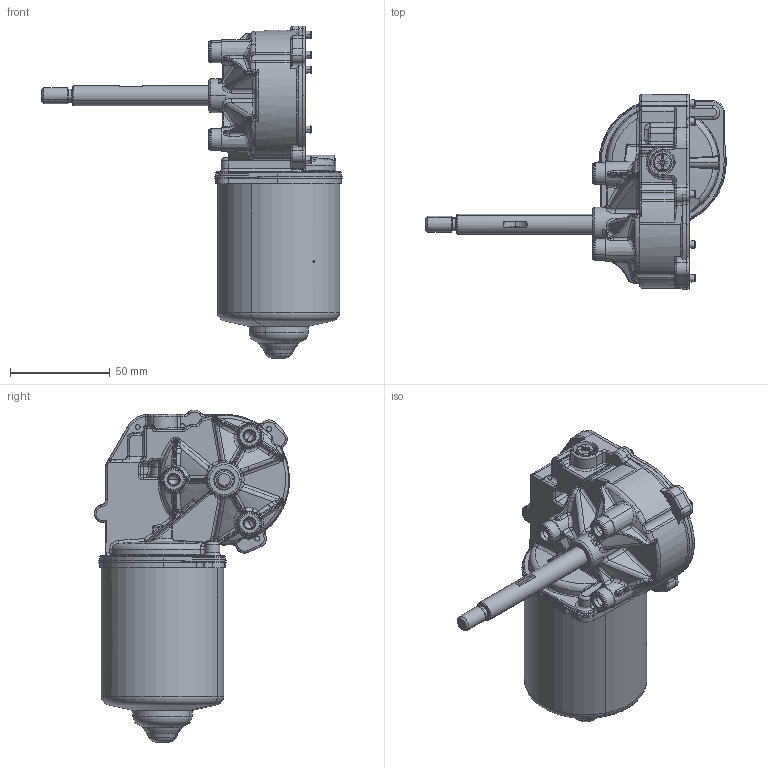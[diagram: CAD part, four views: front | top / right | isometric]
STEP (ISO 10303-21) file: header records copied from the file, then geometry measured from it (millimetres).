
FILE_DESCRIPTION(('CATIA V5 STEP Exchange'),'2;1');
FILE_NAME('404-868-99-99.stp','2009-03-17T15:00:12+00:00',('none'),('none'),'CATIA Version 5 Release 16 (IN-10)','CATIA V5 STEP AP214','none');
FILE_SCHEMA(('AUTOMOTIVE_DESIGN { 1 0 10303 214 1 1 1 1 }'));
Length unit declared in the file: millimetre
Products named in the file (1): 404-868-99-99
Bounding box: 151 x 98.05 x 166.8 mm (x, y, z)
Volume: 17181.5 mm3; surface area: 97589.6 mm2
Topology: 2 solids, 3 shells, 2306 faces, 5921 edges, 3513 vertices
Faces by surface type: bspline 902, cylinder 640, plane 503, cone 148, torus 89, sphere 24
Entity records: 104428 total; most frequent: CARTESIAN_POINT 60220, ORIENTED_EDGE 11524, EDGE_CURVE 5762, DIRECTION 4840, VERTEX_POINT 3510, B_SPLINE_CURVE_WITH_KNOTS 3013, EDGE_LOOP 2369, ADVANCED_FACE 2305
